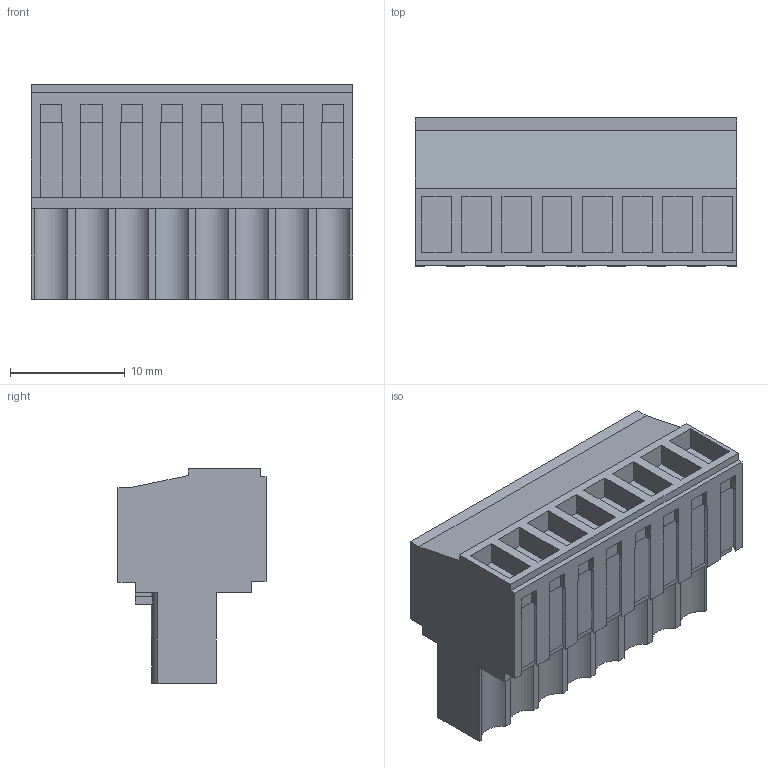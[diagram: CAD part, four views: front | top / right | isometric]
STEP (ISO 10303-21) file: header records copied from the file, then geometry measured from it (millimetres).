
FILE_DESCRIPTION(('CATIA V5 STEP Exchange','CAx-IF Rec.Pracs.--- Model Styling and Organization---1.2---2011-12-15'),'2;1');
FILE_NAME ('D1453066_0_1597420000_1597420000.stp','2017-04-25T09:48:59+00:00',('none'),('Weidmueller'),'CATIA Version 5-6 Release 2014','CATIA V5 STEP AP214','none');
FILE_SCHEMA(('AUTOMOTIVE_DESIGN { 1 0 10303 214 1 1 1 1 }'));
Length unit declared in the file: millimetre
Products named in the file (1): 1597420000
Bounding box: 28 x 12.9 x 18.7 mm (x, y, z)
Volume: 4136.9 mm3; surface area: 3338.8 mm2
Topology: 9 solids, 9 shells, 483 faces, 1355 edges, 922 vertices
Faces by surface type: plane 435, cylinder 48
Entity records: 14263 total; most frequent: ORIENTED_EDGE 2710, CARTESIAN_POINT 2550, DIRECTION 1899, EDGE_CURVE 1355, VECTOR 1179, LINE 1179, VERTEX_POINT 922, EDGE_LOOP 515
